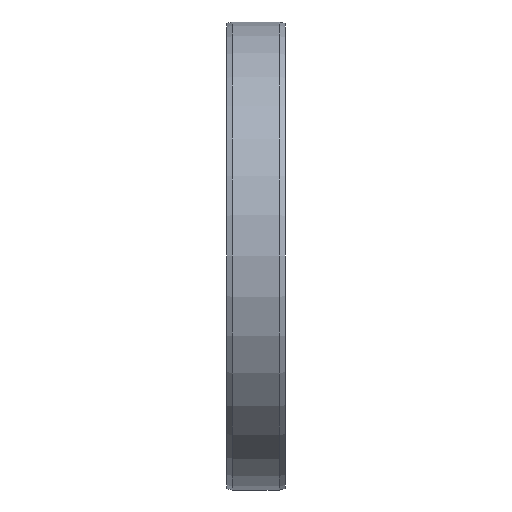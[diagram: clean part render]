
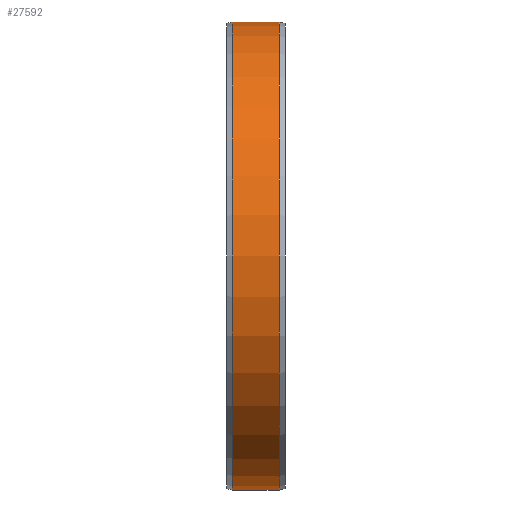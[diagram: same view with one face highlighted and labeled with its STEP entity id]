
A CAD part, left-side view. The second image highlights one B-rep face of the part: STEP entity #27592.
In plain terms, the highlighted cylindrical face has radius 40 mm (diameter 80 mm), a partial arc.
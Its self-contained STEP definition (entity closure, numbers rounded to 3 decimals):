
#26868=CARTESIAN_POINT('',(0.,-4.,0.));
#26869=DIRECTION('',(0.,1.,0.));
#26870=DIRECTION('',(0.,0.,-1.));
#26871=AXIS2_PLACEMENT_3D('',#26868,#26869,#26870);
#26876=DIRECTION('',(0.,1.,0.));
#26877=VECTOR('',#26876,8.);
#26878=CARTESIAN_POINT('',(0.,-4.,-40.));
#26879=LINE('',#26878,#26877);
#26891=DIRECTION('',(0.,1.,0.));
#26892=VECTOR('',#26891,8.);
#26893=CARTESIAN_POINT('',(0.,-4.,40.));
#26894=LINE('',#26893,#26892);
#26920=CARTESIAN_POINT('',(0.,4.,0.));
#26921=DIRECTION('',(0.,1.,0.));
#26922=DIRECTION('',(0.,0.,-1.));
#26923=AXIS2_PLACEMENT_3D('',#26920,#26921,#26922);
#27229=CARTESIAN_POINT('',(0.,-4.,-40.));
#27231=VERTEX_POINT('',#27229);
#27232=CARTESIAN_POINT('',(0.,4.,-40.));
#27233=VERTEX_POINT('',#27232);
#27273=CARTESIAN_POINT('',(0.,-4.,40.));
#27275=VERTEX_POINT('',#27273);
#27276=CARTESIAN_POINT('',(0.,4.,40.));
#27277=VERTEX_POINT('',#27276);
#27578=CARTESIAN_POINT('',(0.,-5.5,0.));
#27579=DIRECTION('',(0.,1.,0.));
#27580=DIRECTION('',(0.,0.,-1.));
#27581=AXIS2_PLACEMENT_3D('',#27578,#27579,#27580);
#27582=CYLINDRICAL_SURFACE('',#27581,40.);
#27584=ORIENTED_EDGE('',*,*,#27583,.T.);
#27586=ORIENTED_EDGE('',*,*,#27585,.T.);
#27588=ORIENTED_EDGE('',*,*,#27587,.F.);
#27589=ORIENTED_EDGE('',*,*,#27571,.F.);
#27590=EDGE_LOOP('',(#27584,#27586,#27588,#27589));
#27591=FACE_OUTER_BOUND('',#27590,.F.);
#26872=CIRCLE('',#26871,40.);
#26924=CIRCLE('',#26923,40.);
#27571=EDGE_CURVE('',#27231,#27275,#26872,.T.);
#27583=EDGE_CURVE('',#27231,#27233,#26879,.T.);
#27585=EDGE_CURVE('',#27233,#27277,#26924,.T.);
#27587=EDGE_CURVE('',#27275,#27277,#26894,.T.);
#27592=ADVANCED_FACE('',(#27591),#27582,.T.);
